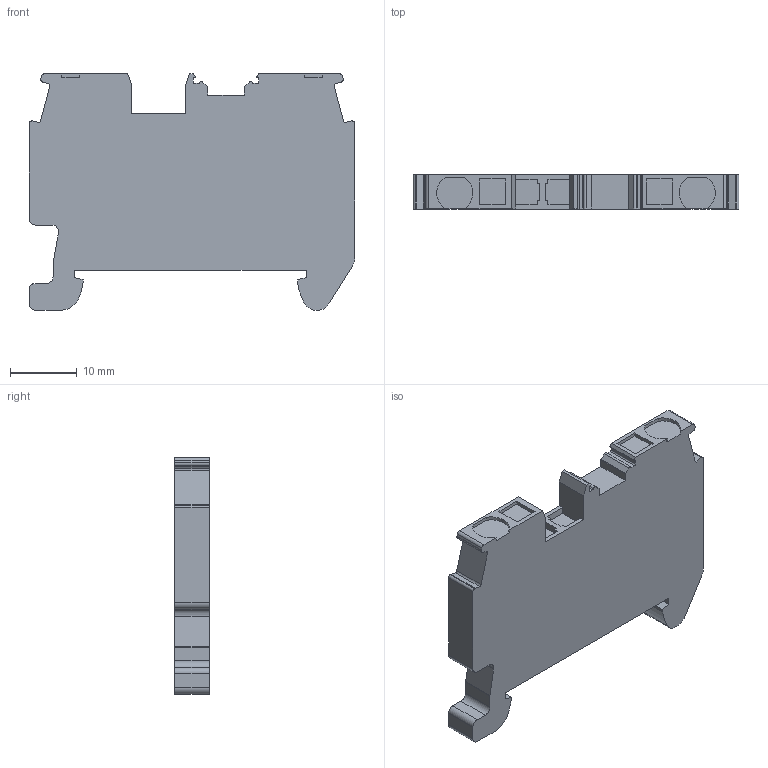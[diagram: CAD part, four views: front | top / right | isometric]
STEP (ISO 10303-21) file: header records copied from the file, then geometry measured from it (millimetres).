
FILE_DESCRIPTION( ( 'Unknown' ), '1' );
FILE_NAME( 'DST2.5-D-20180917.stp', 'Unknown', ( 'Unknown' ), ( 'Unknown' ), 'XStep 1.0', 'Unknown', ' ' );
FILE_SCHEMA( ( 'automotive_design' ) );
Length unit declared in the file: millimetre
Products named in the file (1): 1
Bounding box: 48.8 x 5.15 x 35.4 mm (x, y, z)
Volume: 6974.8 mm3; surface area: 3849.2 mm2
Topology: 1 solids, 1 shells, 131 faces, 378 edges, 252 vertices
Faces by surface type: plane 91, cylinder 40
Entity records: 5356 total; most frequent: CARTESIAN_POINT 762, ORIENTED_EDGE 756, DIRECTION 722, EDGE_CURVE 378, LINE 298, VECTOR 298, VERTEX_POINT 252, AXIS2_PLACEMENT_3D 212
